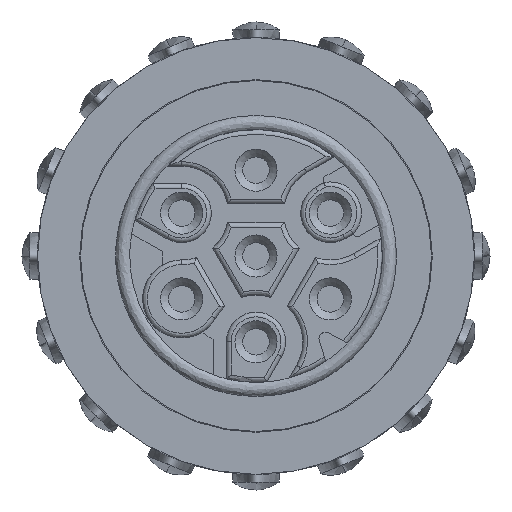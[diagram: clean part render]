
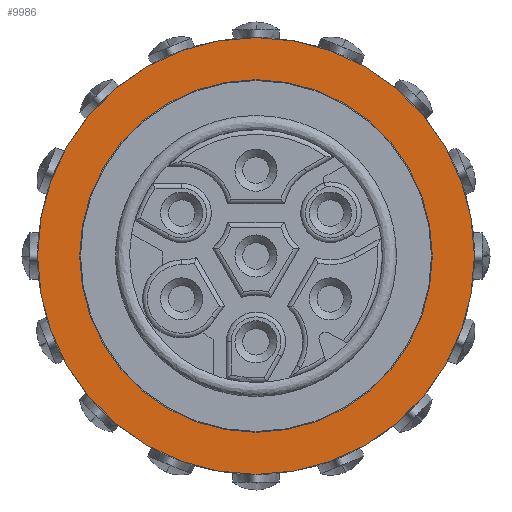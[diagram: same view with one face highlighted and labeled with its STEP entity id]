
A CAD part, left-side view. The second image highlights one B-rep face of the part: STEP entity #9986.
In plain terms, the highlighted planar face has unit normal (-1, 0, 0).
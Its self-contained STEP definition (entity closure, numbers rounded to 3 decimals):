
#9986=ADVANCED_FACE('',(#11169,#11170),#10729,.T.);
#10729=PLANE('',#20479);
#11169=FACE_BOUND('',#11544,.T.);
#11170=FACE_BOUND('',#11545,.T.);
#11544=EDGE_LOOP('',(#13057));
#11545=EDGE_LOOP('',(#13058));
#13057=ORIENTED_EDGE('',*,*,#18084,.T.);
#13058=ORIENTED_EDGE('',*,*,#18159,.T.);
#16607=VERTEX_POINT('',#26194);
#16661=VERTEX_POINT('',#29378);
#18084=EDGE_CURVE('',#16607,#16607,#19905,.T.);
#18159=EDGE_CURVE('',#16661,#16661,#19906,.T.);
#19905=CIRCLE('',#20472,11.3);
#19906=CIRCLE('',#20478,14.);
#20472=AXIS2_PLACEMENT_3D('',#26193,#22052,#22053);
#20478=AXIS2_PLACEMENT_3D('',#29377,#22075,#22076);
#20479=AXIS2_PLACEMENT_3D('',#29379,#22077,#22078);
#22052=DIRECTION('',(1.,0.,0.));
#22053=DIRECTION('',(0.,-1.,0.));
#22075=DIRECTION('',(-1.,0.,0.));
#22076=DIRECTION('',(0.,-1.,0.));
#22077=DIRECTION('',(-1.,0.,0.));
#22078=DIRECTION('',(0.,1.,0.));
#26193=CARTESIAN_POINT('',(-17.149,1.528,12.178));
#26194=CARTESIAN_POINT('',(-17.149,-9.772,12.178));
#29377=CARTESIAN_POINT('',(-17.149,1.528,12.178));
#29378=CARTESIAN_POINT('',(-17.149,-12.472,12.178));
#29379=CARTESIAN_POINT('',(-17.149,-13.872,27.578));
